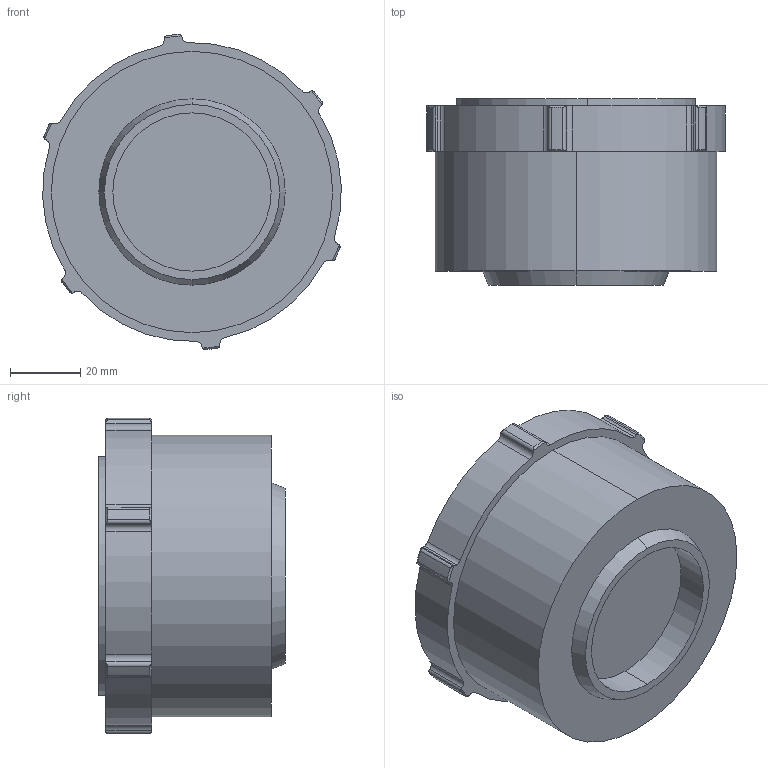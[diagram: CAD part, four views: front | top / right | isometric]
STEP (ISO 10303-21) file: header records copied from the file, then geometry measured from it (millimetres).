
FILE_DESCRIPTION (( 'STEP AP203' ), '1' );
FILE_NAME ('Âèëêà.STEP', '2023-02-14T08:41:41', ( '' ), ( '' ), 'SwSTEP 2.0', 'SolidWorks 2021', '' );
FILE_SCHEMA (( 'CONFIG_CONTROL_DESIGN' ));
Length unit declared in the file: millimetre
Products named in the file (1): Âèëêà
Bounding box: 84.94 x 53 x 89.67 mm (x, y, z)
Volume: 246968.2 mm3; surface area: 25883.8 mm2
Topology: 1 solids, 1 shells, 69 faces, 188 edges, 125 vertices
Faces by surface type: cylinder 47, cone 16, plane 6
Entity records: 2440 total; most frequent: CARTESIAN_POINT 559, DIRECTION 409, ORIENTED_EDGE 376, EDGE_CURVE 188, AXIS2_PLACEMENT_3D 179, VERTEX_POINT 125, CIRCLE 109, EDGE_LOOP 73
